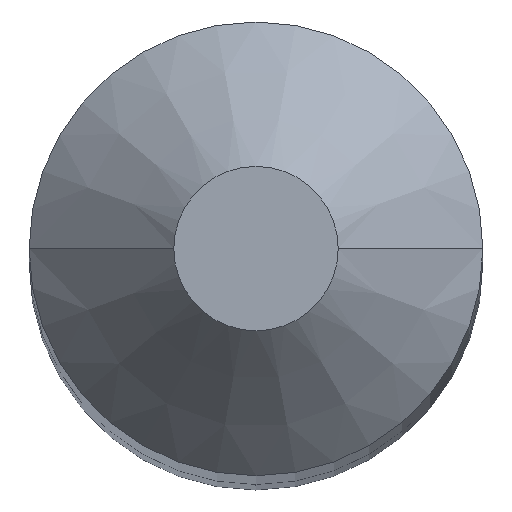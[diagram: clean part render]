
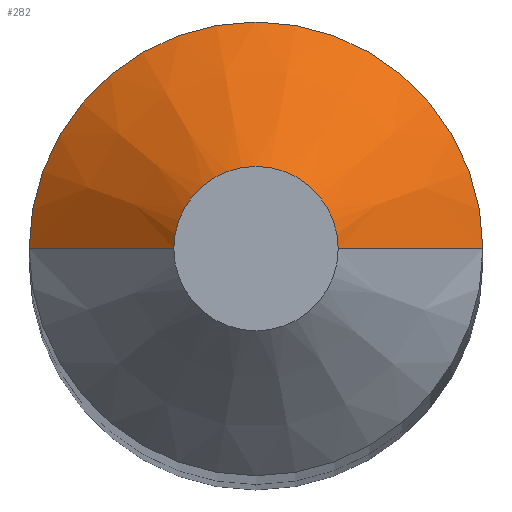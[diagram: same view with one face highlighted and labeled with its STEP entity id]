
A CAD part, top view. The second image highlights one B-rep face of the part: STEP entity #282.
In plain terms, the highlighted conical face has half-angle 45 degrees and reference radius 1.245 mm.
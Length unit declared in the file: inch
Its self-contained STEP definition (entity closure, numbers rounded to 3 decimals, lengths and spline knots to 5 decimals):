
#3 = CARTESIAN_POINT ( 'NONE',  ( 0.049, 0., -0.03125 ) ) ;
#21 = LINE ( 'NONE', #143, #315 ) ;
#30 = AXIS2_PLACEMENT_3D ( 'NONE', #105, #134, #204 ) ;
#43 = CARTESIAN_POINT ( 'NONE',  ( -0.01775, 0., 0. ) ) ;
#54 = EDGE_CURVE ( 'NONE', #128, #304, #66, .T. ) ;
#66 = CIRCLE ( 'NONE', #206, 0.01775 ) ;
#72 = DIRECTION ( 'NONE',  ( 0., 0., 1. ) ) ;
#82 = LINE ( 'NONE', #205, #193 ) ;
#105 = CARTESIAN_POINT ( 'NONE',  ( 0., 0., -0.03125 ) ) ;
#106 = DIRECTION ( 'NONE',  ( 1., 0., 0. ) ) ;
#123 = AXIS2_PLACEMENT_3D ( 'NONE', #275, #72, #323 ) ;
#127 = EDGE_CURVE ( 'NONE', #304, #325, #82, .T. ) ;
#128 = VERTEX_POINT ( 'NONE', #331 ) ;
#134 = DIRECTION ( 'NONE',  ( 0., 0., -1. ) ) ;
#143 = CARTESIAN_POINT ( 'NONE',  ( 0.049, 0., -0.03125 ) ) ;
#146 = CIRCLE ( 'NONE', #123, 0.049 ) ;
#161 = EDGE_CURVE ( 'NONE', #128, #181, #21, .T. ) ;
#164 = ORIENTED_EDGE ( 'NONE', *, *, #127, .F. ) ;
#167 = ORIENTED_EDGE ( 'NONE', *, *, #303, .T. ) ;
#172 = FACE_OUTER_BOUND ( 'NONE', #284, .T. ) ;
#176 = CARTESIAN_POINT ( 'NONE',  ( 0., 0., 0. ) ) ;
#180 = CARTESIAN_POINT ( 'NONE',  ( -0.049, 0., -0.03125 ) ) ;
#181 = VERTEX_POINT ( 'NONE', #3 ) ;
#193 = VECTOR ( 'NONE', #208, 39.37008 ) ;
#204 = DIRECTION ( 'NONE',  ( -1., 0., 0. ) ) ;
#205 = CARTESIAN_POINT ( 'NONE',  ( -0.049, 0., -0.03125 ) ) ;
#206 = AXIS2_PLACEMENT_3D ( 'NONE', #176, #271, #106 ) ;
#208 = DIRECTION ( 'NONE',  ( -0.707, 0., -0.707 ) ) ;
#271 = DIRECTION ( 'NONE',  ( 0., 0., 1. ) ) ;
#275 = CARTESIAN_POINT ( 'NONE',  ( 0., 0., -0.03125 ) ) ;
#276 = DIRECTION ( 'NONE',  ( 0.707, 0., -0.707 ) ) ;
#282 = ADVANCED_FACE ( 'NONE', ( #172 ), #322, .T. ) ;
#284 = EDGE_LOOP ( 'NONE', ( #382, #350, #167, #164 ) ) ;
#303 = EDGE_CURVE ( 'NONE', #181, #325, #146, .T. ) ;
#304 = VERTEX_POINT ( 'NONE', #43 ) ;
#315 = VECTOR ( 'NONE', #276, 39.37008 ) ;
#322 = CONICAL_SURFACE ( 'NONE', #30, 0.049, 0.785 ) ;
#323 = DIRECTION ( 'NONE',  ( 1., 0., 0. ) ) ;
#325 = VERTEX_POINT ( 'NONE', #180 ) ;
#331 = CARTESIAN_POINT ( 'NONE',  ( 0.01775, 0., 0. ) ) ;
#350 = ORIENTED_EDGE ( 'NONE', *, *, #161, .T. ) ;
#382 = ORIENTED_EDGE ( 'NONE', *, *, #54, .F. ) ;
